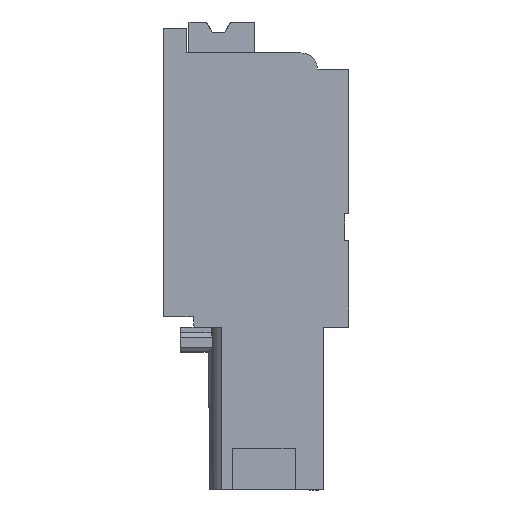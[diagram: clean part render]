
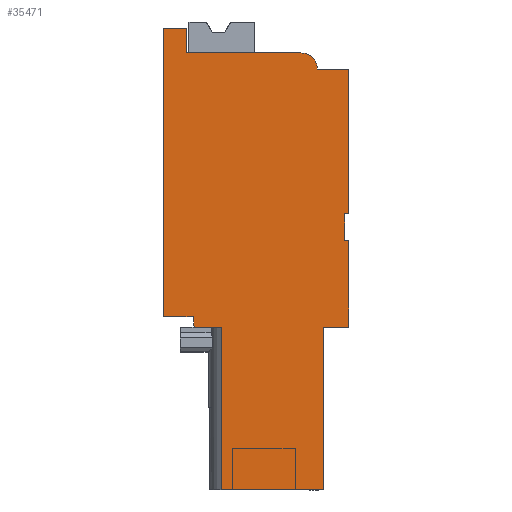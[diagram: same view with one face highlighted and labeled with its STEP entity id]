
A CAD part, left-side view. The second image highlights one B-rep face of the part: STEP entity #35471.
In plain terms, the highlighted planar face has unit normal (-1, 0, 0).
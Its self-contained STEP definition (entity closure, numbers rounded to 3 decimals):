
#6963=AXIS2_PLACEMENT_3D('Circle Axis2P3D',#6961,#6962,$) ;
#35444=AXIS2_PLACEMENT_3D('Plane Axis2P3D',#35441,#35442,#35443) ;
#40=CARTESIAN_POINT('Vertex',(0.,0.,13.4)) ;
#45=CARTESIAN_POINT('Line Origine',(0.,0.1,13.4)) ;
#49=CARTESIAN_POINT('Vertex',(0.,0.2,13.4)) ;
#83=CARTESIAN_POINT('Line Origine',(0.,0.2,12.75)) ;
#87=CARTESIAN_POINT('Vertex',(0.,0.2,12.1)) ;
#107=CARTESIAN_POINT('Line Origine',(0.,0.1,12.1)) ;
#111=CARTESIAN_POINT('Vertex',(0.,0.,12.1)) ;
#138=CARTESIAN_POINT('Line Origine',(0.,0.,10.)) ;
#142=CARTESIAN_POINT('Vertex',(0.,0.,7.9)) ;
#1816=CARTESIAN_POINT('Line Origine',(0.,0.612,7.9)) ;
#1820=CARTESIAN_POINT('Vertex',(0.,1.224,7.9)) ;
#2838=CARTESIAN_POINT('Line Origine',(0.,1.224,3.95)) ;
#2842=CARTESIAN_POINT('Vertex',(0.,1.224,0.)) ;
#5136=CARTESIAN_POINT('Line Origine',(0.,3.706,0.)) ;
#5140=CARTESIAN_POINT('Vertex',(0.,6.187,0.)) ;
#6958=CARTESIAN_POINT('Vertex',(0.,2.325,21.2)) ;
#6961=CARTESIAN_POINT('Axis2P3D Location',(0.,2.325,20.4)) ;
#6965=CARTESIAN_POINT('Vertex',(0.,1.525,20.4)) ;
#7168=CARTESIAN_POINT('Line Origine',(0.,5.087,21.2)) ;
#7172=CARTESIAN_POINT('Vertex',(0.,7.85,21.2)) ;
#9070=CARTESIAN_POINT('Line Origine',(0.,7.85,21.8)) ;
#9074=CARTESIAN_POINT('Vertex',(0.,7.85,22.4)) ;
#9101=CARTESIAN_POINT('Line Origine',(0.,8.425,22.4)) ;
#9105=CARTESIAN_POINT('Vertex',(0.,9.,22.4)) ;
#9132=CARTESIAN_POINT('Line Origine',(0.,9.,15.4)) ;
#9136=CARTESIAN_POINT('Vertex',(0.,9.,8.4)) ;
#9775=CARTESIAN_POINT('Line Origine',(0.,8.272,8.4)) ;
#9779=CARTESIAN_POINT('Vertex',(0.,7.545,8.4)) ;
#10162=CARTESIAN_POINT('Vertex',(0.,7.501,7.9)) ;
#10165=CARTESIAN_POINT('Line Origine',(0.,7.523,8.15)) ;
#10269=CARTESIAN_POINT('Vertex',(0.,6.187,7.9)) ;
#10272=CARTESIAN_POINT('Line Origine',(0.,6.844,7.9)) ;
#29769=CARTESIAN_POINT('Line Origine',(0.,0.762,20.4)) ;
#29773=CARTESIAN_POINT('Vertex',(0.,0.,20.4)) ;
#33583=CARTESIAN_POINT('Line Origine',(0.,6.187,3.95)) ;
#35441=CARTESIAN_POINT('Axis2P3D Location',(0.,0.,0.)) ;
#35446=CARTESIAN_POINT('Line Origine',(0.,0.,16.9)) ;
#46=DIRECTION('Vector Direction',(0.,1.,0.)) ;
#84=DIRECTION('Vector Direction',(0.,0.,1.)) ;
#108=DIRECTION('Vector Direction',(0.,-1.,0.)) ;
#139=DIRECTION('Vector Direction',(0.,0.,1.)) ;
#1817=DIRECTION('Vector Direction',(0.,1.,0.)) ;
#2839=DIRECTION('Vector Direction',(0.,0.,1.)) ;
#5137=DIRECTION('Vector Direction',(0.,-1.,0.)) ;
#6962=DIRECTION('Axis2P3D Direction',(-1.,-0.,0.)) ;
#7169=DIRECTION('Vector Direction',(0.,-1.,0.)) ;
#9071=DIRECTION('Vector Direction',(0.,0.,-1.)) ;
#9102=DIRECTION('Vector Direction',(0.,-1.,0.)) ;
#9133=DIRECTION('Vector Direction',(0.,0.,1.)) ;
#9776=DIRECTION('Vector Direction',(0.,-1.,0.)) ;
#10166=DIRECTION('Vector Direction',(0.,0.087,0.996)) ;
#10273=DIRECTION('Vector Direction',(0.,1.,0.)) ;
#29770=DIRECTION('Vector Direction',(0.,-1.,0.)) ;
#33584=DIRECTION('Vector Direction',(0.,0.,1.)) ;
#35442=DIRECTION('Axis2P3D Direction',(-1.,0.,0.)) ;
#35443=DIRECTION('Axis2P3D XDirection',(0.,0.,1.)) ;
#35447=DIRECTION('Vector Direction',(0.,0.,1.)) ;
#47=VECTOR('Line Direction',#46,1.) ;
#85=VECTOR('Line Direction',#84,1.) ;
#109=VECTOR('Line Direction',#108,1.) ;
#140=VECTOR('Line Direction',#139,1.) ;
#1818=VECTOR('Line Direction',#1817,1.) ;
#2840=VECTOR('Line Direction',#2839,1.) ;
#5138=VECTOR('Line Direction',#5137,1.) ;
#7170=VECTOR('Line Direction',#7169,1.) ;
#9072=VECTOR('Line Direction',#9071,1.) ;
#9103=VECTOR('Line Direction',#9102,1.) ;
#9134=VECTOR('Line Direction',#9133,1.) ;
#9777=VECTOR('Line Direction',#9776,1.) ;
#10167=VECTOR('Line Direction',#10166,1.) ;
#10274=VECTOR('Line Direction',#10273,1.) ;
#29771=VECTOR('Line Direction',#29770,1.) ;
#33585=VECTOR('Line Direction',#33584,1.) ;
#35448=VECTOR('Line Direction',#35447,1.) ;
#35452=ORIENTED_EDGE('',*,*,#35450,.T.) ;
#35453=ORIENTED_EDGE('',*,*,#29775,.T.) ;
#35454=ORIENTED_EDGE('',*,*,#6967,.T.) ;
#35455=ORIENTED_EDGE('',*,*,#7174,.T.) ;
#35456=ORIENTED_EDGE('',*,*,#9076,.T.) ;
#35457=ORIENTED_EDGE('',*,*,#9107,.T.) ;
#35458=ORIENTED_EDGE('',*,*,#9138,.T.) ;
#35459=ORIENTED_EDGE('',*,*,#9781,.T.) ;
#35460=ORIENTED_EDGE('',*,*,#10169,.T.) ;
#35461=ORIENTED_EDGE('',*,*,#10276,.T.) ;
#35462=ORIENTED_EDGE('',*,*,#33587,.F.) ;
#35463=ORIENTED_EDGE('',*,*,#5142,.T.) ;
#35464=ORIENTED_EDGE('',*,*,#2844,.T.) ;
#35465=ORIENTED_EDGE('',*,*,#1822,.T.) ;
#35466=ORIENTED_EDGE('',*,*,#144,.T.) ;
#35467=ORIENTED_EDGE('',*,*,#113,.T.) ;
#35468=ORIENTED_EDGE('',*,*,#89,.T.) ;
#35469=ORIENTED_EDGE('',*,*,#51,.T.) ;
#35471=ADVANCED_FACE('HOUSING',(#35470),#35445,.T.) ;
#6964=CIRCLE('generated circle',#6963,0.8) ;
#51=EDGE_CURVE('',#50,#41,#48,.F.) ;
#89=EDGE_CURVE('',#88,#50,#86,.T.) ;
#113=EDGE_CURVE('',#112,#88,#110,.F.) ;
#144=EDGE_CURVE('',#143,#112,#141,.T.) ;
#1822=EDGE_CURVE('',#1821,#143,#1819,.F.) ;
#2844=EDGE_CURVE('',#2843,#1821,#2841,.T.) ;
#5142=EDGE_CURVE('',#5141,#2843,#5139,.T.) ;
#6967=EDGE_CURVE('',#6966,#6959,#6964,.T.) ;
#7174=EDGE_CURVE('',#6959,#7173,#7171,.F.) ;
#9076=EDGE_CURVE('',#7173,#9075,#9073,.F.) ;
#9107=EDGE_CURVE('',#9075,#9106,#9104,.F.) ;
#9138=EDGE_CURVE('',#9106,#9137,#9135,.F.) ;
#9781=EDGE_CURVE('',#9137,#9780,#9778,.T.) ;
#10169=EDGE_CURVE('',#9780,#10163,#10168,.F.) ;
#10276=EDGE_CURVE('',#10163,#10270,#10275,.F.) ;
#29775=EDGE_CURVE('',#29774,#6966,#29772,.F.) ;
#33587=EDGE_CURVE('',#5141,#10270,#33586,.T.) ;
#35450=EDGE_CURVE('',#41,#29774,#35449,.T.) ;
#35451=EDGE_LOOP('',(#35452,#35453,#35454,#35455,#35456,#35457,#35458,#35459,#35460,#35461,#35462,#35463,#35464,#35465,#35466,#35467,#35468,#35469)) ;
#35470=FACE_OUTER_BOUND('',#35451,.T.) ;
#48=LINE('Line',#45,#47) ;
#86=LINE('Line',#83,#85) ;
#110=LINE('Line',#107,#109) ;
#141=LINE('Line',#138,#140) ;
#1819=LINE('Line',#1816,#1818) ;
#2841=LINE('Line',#2838,#2840) ;
#5139=LINE('Line',#5136,#5138) ;
#7171=LINE('Line',#7168,#7170) ;
#9073=LINE('Line',#9070,#9072) ;
#9104=LINE('Line',#9101,#9103) ;
#9135=LINE('Line',#9132,#9134) ;
#9778=LINE('Line',#9775,#9777) ;
#10168=LINE('Line',#10165,#10167) ;
#10275=LINE('Line',#10272,#10274) ;
#29772=LINE('Line',#29769,#29771) ;
#33586=LINE('Line',#33583,#33585) ;
#35449=LINE('Line',#35446,#35448) ;
#35445=PLANE('',#35444) ;
#41=VERTEX_POINT('',#40) ;
#50=VERTEX_POINT('',#49) ;
#88=VERTEX_POINT('',#87) ;
#112=VERTEX_POINT('',#111) ;
#143=VERTEX_POINT('',#142) ;
#1821=VERTEX_POINT('',#1820) ;
#2843=VERTEX_POINT('',#2842) ;
#5141=VERTEX_POINT('',#5140) ;
#6959=VERTEX_POINT('',#6958) ;
#6966=VERTEX_POINT('',#6965) ;
#7173=VERTEX_POINT('',#7172) ;
#9075=VERTEX_POINT('',#9074) ;
#9106=VERTEX_POINT('',#9105) ;
#9137=VERTEX_POINT('',#9136) ;
#9780=VERTEX_POINT('',#9779) ;
#10163=VERTEX_POINT('',#10162) ;
#10270=VERTEX_POINT('',#10269) ;
#29774=VERTEX_POINT('',#29773) ;
